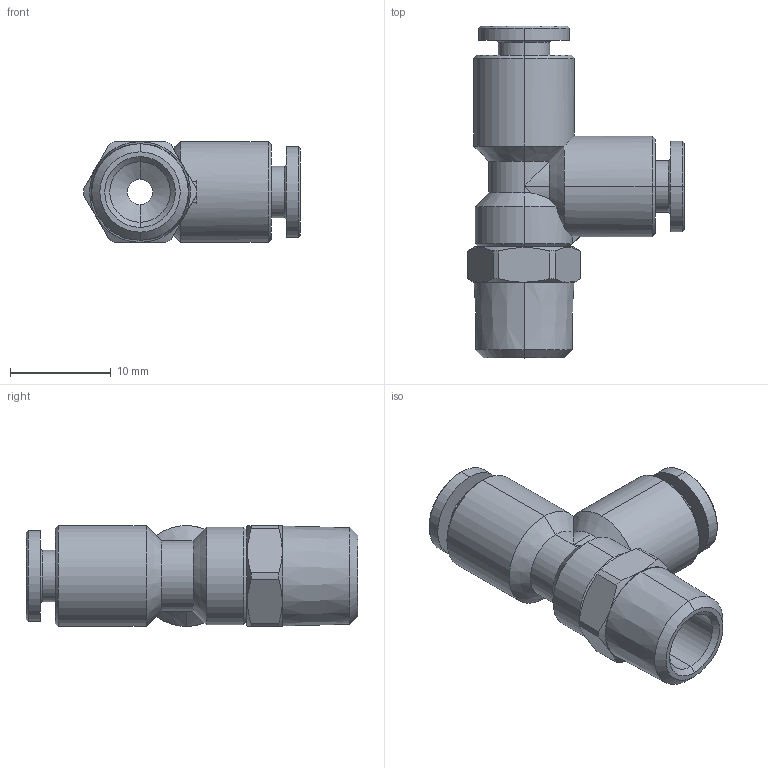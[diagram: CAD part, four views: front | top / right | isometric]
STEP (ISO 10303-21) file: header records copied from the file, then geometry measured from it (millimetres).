
FILE_DESCRIPTION (( 'STEP AP203' ), '1' );
FILE_NAME ('B0130011.STEP', '2012-08-24T08:01:24', ( 'Flavio' ), ( '' ), 'SwSTEP 2.0', 'SolidWorks 2011', '' );
FILE_SCHEMA (( 'CONFIG_CONTROL_DESIGN' ));
Length unit declared in the file: millimetre
Products named in the file (1): B0130011
Bounding box: 21.5 x 32.9 x 10 mm (x, y, z)
Volume: 2391.3 mm3; surface area: 2310.1 mm2
Topology: 1 solids, 1 shells, 121 faces, 286 edges, 173 vertices
Faces by surface type: cylinder 46, cone 45, plane 29, bspline 1
Entity records: 3747 total; most frequent: CARTESIAN_POINT 897, DIRECTION 607, ORIENTED_EDGE 568, EDGE_CURVE 284, AXIS2_PLACEMENT_3D 249, VERTEX_POINT 173, EDGE_LOOP 133, CIRCLE 128
